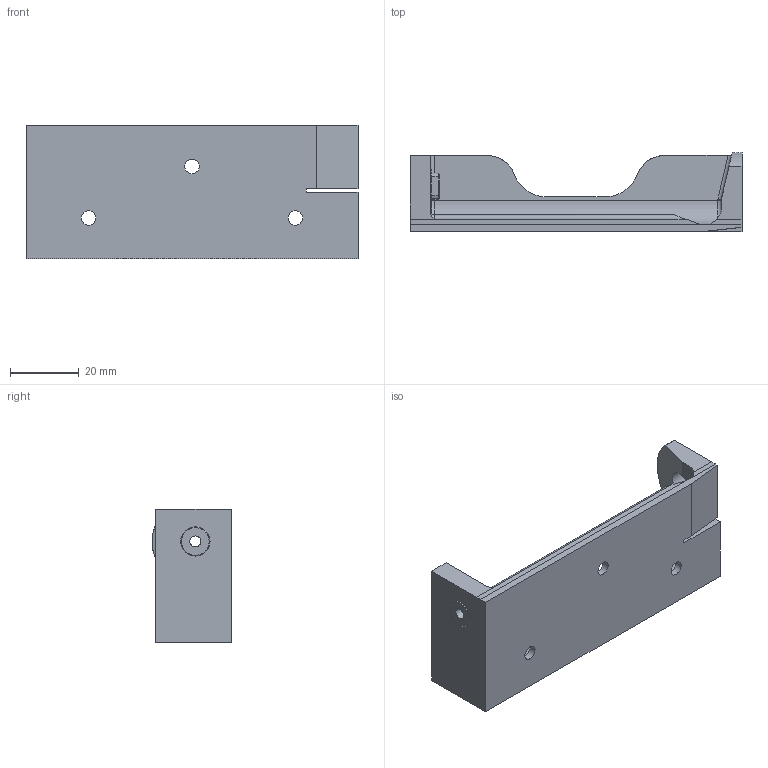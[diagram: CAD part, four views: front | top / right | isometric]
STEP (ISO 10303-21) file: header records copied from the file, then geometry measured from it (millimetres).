
FILE_DESCRIPTION(/* description */ (''),/* implementation_level */ '2;1');
FILE_NAME(/* name */ 'Snap-in holder (Hinged) v17.step',/* time_stamp */ '2019-09-28T08:45:21+02:00',/* author */ (''),/* organization */ (''),/* preprocessor_version */ 'ST-DEVELOPER v18',/* originating_system */ 'Autodesk Translation Framework v8.6.0.1094',/* authorisation */ '');
FILE_SCHEMA (('AUTOMOTIVE_DESIGN { 1 0 10303 214 3 1 1 }'));
Length unit declared in the file: millimetre
Products named in the file (1): Snap-in holder (Hinged)
Bounding box: 96.35 x 23.17 x 38.85 mm (x, y, z)
Volume: 19383.8 mm3; surface area: 14952.7 mm2
Topology: 2 solids, 2 shells, 123 faces, 320 edges, 205 vertices
Faces by surface type: plane 66, cylinder 44, torus 7, cone 4, bspline 2
Full cylindrical faces by diameter (mm): 3.2 x1, 4.2 x3, 8 x1, 8.5 x2
Entity records: 3882 total; most frequent: CARTESIAN_POINT 758, DIRECTION 657, ORIENTED_EDGE 640, EDGE_CURVE 320, AXIS2_PLACEMENT_3D 228, VERTEX_POINT 205, LINE 201, VECTOR 201
